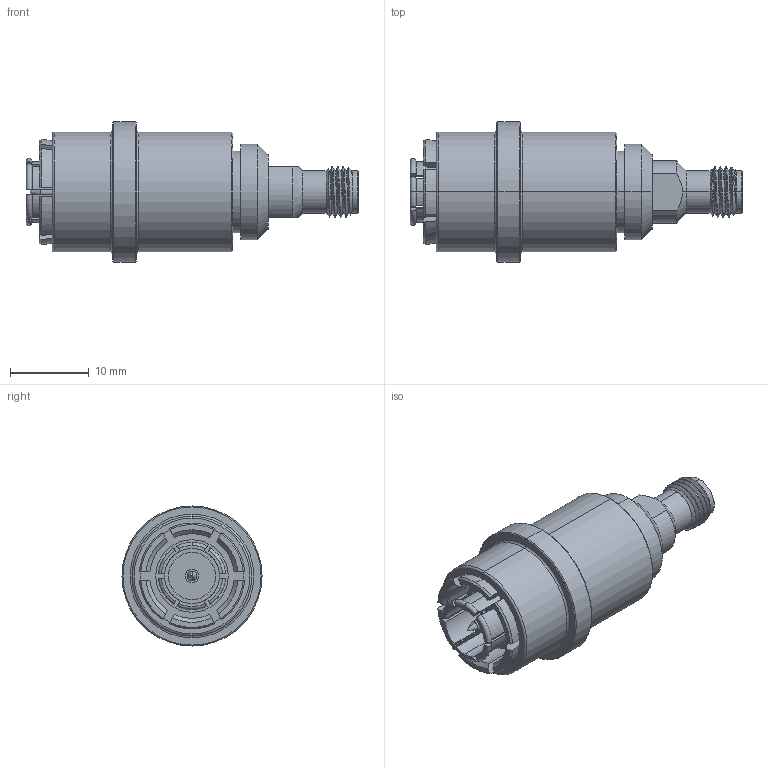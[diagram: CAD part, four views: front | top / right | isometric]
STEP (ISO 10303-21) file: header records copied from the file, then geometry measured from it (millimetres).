
FILE_DESCRIPTION (( 'STEP AP214' ), '1' );
FILE_NAME ('SM4769.STEP', '2018-03-09T16:01:15', ( '' ), ( '' ), 'SwSTEP 2.0', 'SolidWorks 2017', '' );
FILE_SCHEMA (( 'AUTOMOTIVE_DESIGN' ));
Length unit declared in the file: inch
Products named in the file (1): SM4769
Bounding box: 42.14 x 17.78 x 17.78 mm (x, y, z)
Volume: 4864 mm3; surface area: 3028 mm2
Topology: 2 solids, 2 shells, 183 faces, 457 edges, 293 vertices
Faces by surface type: plane 63, cylinder 61, cone 41, torus 15, bspline 3
Entity records: 6695 total; most frequent: CARTESIAN_POINT 1991, DIRECTION 935, ORIENTED_EDGE 914, EDGE_CURVE 457, AXIS2_PLACEMENT_3D 379, VERTEX_POINT 293, EDGE_LOOP 200, CIRCLE 198
